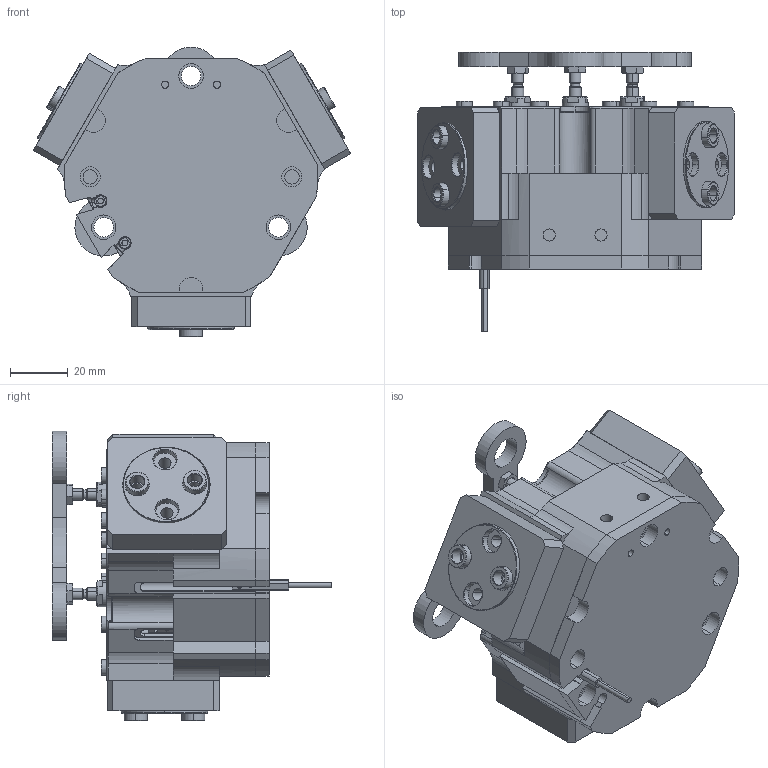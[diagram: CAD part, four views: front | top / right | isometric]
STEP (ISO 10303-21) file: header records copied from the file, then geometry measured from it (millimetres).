
FILE_DESCRIPTION (( 'STEP AP203' ), '1' );
FILE_NAME ('TZF55-C29.STEP', '2025-08-26T06:26:10', ( 'USER-' ), ( 'Microsoft' ), 'SwSTEP 2.0', 'SolidWorks 2018', '' );
FILE_SCHEMA (( 'CONFIG_CONTROL_DESIGN' ));
Length unit declared in the file: millimetre
Products named in the file (28): TZF55 褲极; 内六角圆柱头螺钉[GBT70_1-2008][M3×8]_M3×8; FZF55-M-09 芢啣; TZT55-M-05 菁裔啣; TZF55-C29; FZF55-M-07 芢裝; TZF55-M-05 耜猾极; TZT55-M-07 奻揤啣; 棠羲換覜ん; ﾏ擎ﾗ8｡ﾁ5; TZF42-M-10-1 蹟恇唅极; 六角薄螺母_A级和B级[GBT6172_1-2000][M4]_M4; TZF55-M-06 忒硌薊极; 25x12-R3
Assembly tree (43 placements, depth 2):
  TZF55-C29
    TZF55 褲极
    TZF55-M-05 耜猾极  x3
    TZF55-M-06 忒硌薊极  x3
    TZT55-M-07 奻揤啣
    TZT55-M-05 菁裔啣
    25x12-R3
    棠羲換覜ん  x2
    内六角圆柱头螺钉[GBT70_1-2008][M3×8]_M3×8
    内六角圆柱头螺钉[GBT70_1-2008][M3×8]_M3×8
    内六角圆柱头螺钉[GBT70_1-2008][M3×8]_M3×8
    内六角圆柱头螺钉[GBT70_1-2008][M3×8]_M3×8
    内六角圆柱头螺钉[GBT70_1-2008][M3×8]_M3×8
    内六角圆柱头螺钉[GBT70_1-2008][M3×8]_M3×8
    内六角圆柱头螺钉[GBT70_1-2008][M3×8]_M3×8
    内六角圆柱头螺钉[GBT70_1-2008][M3×8]_M3×8
    内六角圆柱头螺钉[GBT70_1-2008][M3×8]_M3×8
    内六角圆柱头螺钉[GBT70_1-2008][M3×8]_M3×8
    内六角圆柱头螺钉[GBT70_1-2008][M3×8]_M3×8
    内六角圆柱头螺钉[GBT70_1-2008][M3×8]_M3×8
    内六角圆柱头螺钉[GBT70_1-2008][M3×8]_M3×8
    内六角圆柱头螺钉[GBT70_1-2008][M3×8]_M3×8
    内六角圆柱头螺钉[GBT70_1-2008][M3×8]_M3×8
    ﾏ擎ﾗ8｡ﾁ5  x6
    FZF55-M-07 芢裝  x3
    FZF55-M-09 芢啣
    TZF42-M-10-1 蹟恇唅极  x3
    六角薄螺母_A级和B级[GBT6172_1-2000][M4]_M4  x3
Bounding box: 110.17 x 97.06 x 100.47 mm (x, y, z)
Volume: 300310 mm3; surface area: 100946.4 mm2
Topology: 43 solids, 45 shells, 1876 faces, 4697 edges, 3007 vertices
Faces by surface type: plane 871, cylinder 536, cone 284, bspline 155, torus 30
Entity records: 52660 total; most frequent: CARTESIAN_POINT 14134, ORIENTED_EDGE 7396, DIRECTION 7016, EDGE_CURVE 3698, VERTEX_POINT 2401, LINE 2346, VECTOR 2346, AXIS2_PLACEMENT_3D 2335
